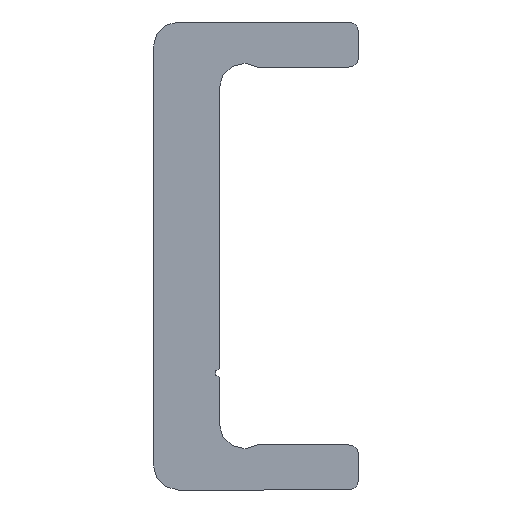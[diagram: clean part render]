
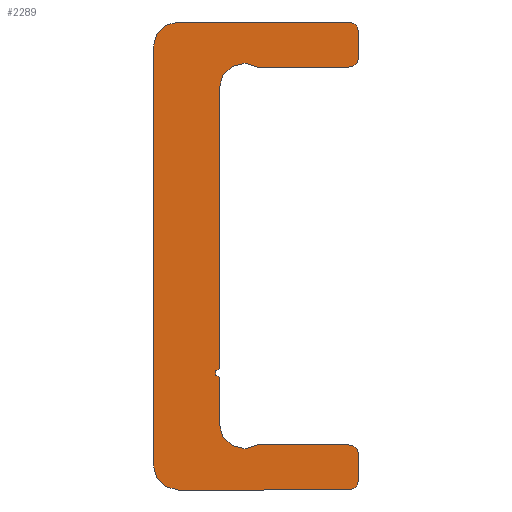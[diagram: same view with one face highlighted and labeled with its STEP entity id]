
A CAD part, left-side view. The second image highlights one B-rep face of the part: STEP entity #2289.
In plain terms, the highlighted planar face has unit normal (-1, 0, 0).
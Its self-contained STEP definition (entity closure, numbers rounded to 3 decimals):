
#1523=CARTESIAN_POINT('',(0.0,2.2,10.03));
#1524=VERTEX_POINT('',#1523);
#1531=CARTESIAN_POINT('',(0.0,2.2,-6.75));
#1532=VERTEX_POINT('',#1531);
#1533=CARTESIAN_POINT('',(0.0,2.2,10.03));
#1534=DIRECTION('',(0.0,0.0,-1.0));
#1535=VECTOR('',#1534,16.78);
#1536=LINE('',#1533,#1535);
#1537=EDGE_CURVE('',#1524,#1532,#1536,.T.);
#1652=CARTESIAN_POINT('',(0.0,-0.098,11.3));
#1653=VERTEX_POINT('',#1652);
#1660=CARTESIAN_POINT('',(0.0,0.7,10.03));
#1661=DIRECTION('',(-1.0,0.0,0.0));
#1662=DIRECTION('',(0.0,-1.0,0.0));
#1663=AXIS2_PLACEMENT_3D('',#1660,#1661,#1662);
#1664=CIRCLE('',#1663,1.5);
#1665=EDGE_CURVE('',#1653,#1524,#1664,.T.);
#1684=CARTESIAN_POINT('',(0.0,-5.55,11.3));
#1685=VERTEX_POINT('',#1684);
#1692=CARTESIAN_POINT('',(0.0,-5.55,11.3));
#1693=DIRECTION('',(0.0,1.0,0.0));
#1694=VECTOR('',#1693,5.452);
#1695=LINE('',#1692,#1694);
#1696=EDGE_CURVE('',#1685,#1653,#1695,.T.);
#1716=CARTESIAN_POINT('',(0.0,-6.15,11.9));
#1717=VERTEX_POINT('',#1716);
#1724=CARTESIAN_POINT('',(0.0,-5.55,11.9));
#1725=DIRECTION('',(1.0,0.0,0.0));
#1726=DIRECTION('',(0.0,-1.0,0.0));
#1727=AXIS2_PLACEMENT_3D('',#1724,#1725,#1726);
#1728=CIRCLE('',#1727,0.6);
#1729=EDGE_CURVE('',#1717,#1685,#1728,.T.);
#1748=CARTESIAN_POINT('',(0.0,-6.15,13.4));
#1749=VERTEX_POINT('',#1748);
#1756=CARTESIAN_POINT('',(0.0,-6.15,13.4));
#1757=DIRECTION('',(0.0,0.0,-1.0));
#1758=VECTOR('',#1757,1.5);
#1759=LINE('',#1756,#1758);
#1760=EDGE_CURVE('',#1749,#1717,#1759,.T.);
#1780=CARTESIAN_POINT('',(0.0,-5.55,14.));
#1781=VERTEX_POINT('',#1780);
#1788=CARTESIAN_POINT('',(0.0,-5.55,13.4));
#1789=DIRECTION('',(1.0,0.0,0.0));
#1790=DIRECTION('',(0.0,0.0,1.0));
#1791=AXIS2_PLACEMENT_3D('',#1788,#1789,#1790);
#1792=CIRCLE('',#1791,0.6);
#1793=EDGE_CURVE('',#1781,#1749,#1792,.T.);
#1812=CARTESIAN_POINT('',(0.0,4.65,14.));
#1813=VERTEX_POINT('',#1812);
#1820=CARTESIAN_POINT('',(0.0,4.65,14.));
#1821=DIRECTION('',(0.0,-1.0,0.0));
#1822=VECTOR('',#1821,10.2);
#1823=LINE('',#1820,#1822);
#1824=EDGE_CURVE('',#1813,#1781,#1823,.T.);
#1844=CARTESIAN_POINT('',(0.0,6.15,12.5));
#1845=VERTEX_POINT('',#1844);
#1852=CARTESIAN_POINT('',(0.0,4.65,12.5));
#1853=DIRECTION('',(1.0,0.0,0.0));
#1854=DIRECTION('',(0.0,1.0,0.0));
#1855=AXIS2_PLACEMENT_3D('',#1852,#1853,#1854);
#1856=CIRCLE('',#1855,1.5);
#1857=EDGE_CURVE('',#1845,#1813,#1856,.T.);
#1876=CARTESIAN_POINT('',(0.0,6.15,-12.5));
#1877=VERTEX_POINT('',#1876);
#1884=CARTESIAN_POINT('',(0.0,6.15,-12.5));
#1885=DIRECTION('',(0.0,0.0,1.0));
#1886=VECTOR('',#1885,25.);
#1887=LINE('',#1884,#1886);
#1888=EDGE_CURVE('',#1877,#1845,#1887,.T.);
#1998=CARTESIAN_POINT('',(0.0,4.65,-14.));
#1999=VERTEX_POINT('',#1998);
#2006=CARTESIAN_POINT('',(0.0,4.65,-12.5));
#2007=DIRECTION('',(1.0,0.0,0.0));
#2008=DIRECTION('',(0.0,0.0,-1.0));
#2009=AXIS2_PLACEMENT_3D('',#2006,#2007,#2008);
#2010=CIRCLE('',#2009,1.5);
#2011=EDGE_CURVE('',#1999,#1877,#2010,.T.);
#2030=CARTESIAN_POINT('',(0.0,-5.55,-14.));
#2031=VERTEX_POINT('',#2030);
#2038=CARTESIAN_POINT('',(0.0,-5.55,-14.));
#2039=DIRECTION('',(0.0,1.0,0.0));
#2040=VECTOR('',#2039,10.2);
#2041=LINE('',#2038,#2040);
#2042=EDGE_CURVE('',#2031,#1999,#2041,.T.);
#2062=CARTESIAN_POINT('',(0.0,-6.15,-13.4));
#2063=VERTEX_POINT('',#2062);
#2070=CARTESIAN_POINT('',(0.0,-5.55,-13.4));
#2071=DIRECTION('',(1.0,0.0,0.0));
#2072=DIRECTION('',(0.0,-1.0,0.0));
#2073=AXIS2_PLACEMENT_3D('',#2070,#2071,#2072);
#2074=CIRCLE('',#2073,0.6);
#2075=EDGE_CURVE('',#2063,#2031,#2074,.T.);
#2094=CARTESIAN_POINT('',(0.0,-6.15,-11.9));
#2095=VERTEX_POINT('',#2094);
#2102=CARTESIAN_POINT('',(0.0,-6.15,-11.9));
#2103=DIRECTION('',(0.0,0.0,-1.0));
#2104=VECTOR('',#2103,1.5);
#2105=LINE('',#2102,#2104);
#2106=EDGE_CURVE('',#2095,#2063,#2105,.T.);
#2126=CARTESIAN_POINT('',(0.0,-5.55,-11.3));
#2127=VERTEX_POINT('',#2126);
#2134=CARTESIAN_POINT('',(0.0,-5.55,-11.9));
#2135=DIRECTION('',(1.0,0.0,0.0));
#2136=DIRECTION('',(0.0,0.0,1.0));
#2137=AXIS2_PLACEMENT_3D('',#2134,#2135,#2136);
#2138=CIRCLE('',#2137,0.6);
#2139=EDGE_CURVE('',#2127,#2095,#2138,.T.);
#2158=CARTESIAN_POINT('',(0.0,-0.098,-11.3));
#2159=VERTEX_POINT('',#2158);
#2166=CARTESIAN_POINT('',(0.0,-0.098,-11.3));
#2167=DIRECTION('',(0.0,-1.0,0.0));
#2168=VECTOR('',#2167,5.452);
#2169=LINE('',#2166,#2168);
#2170=EDGE_CURVE('',#2159,#2127,#2169,.T.);
#2190=CARTESIAN_POINT('',(0.0,2.2,-10.03));
#2191=VERTEX_POINT('',#2190);
#2198=CARTESIAN_POINT('',(0.0,0.7,-10.03));
#2199=DIRECTION('',(-1.0,0.0,0.0));
#2200=DIRECTION('',(0.0,0.532,0.847));
#2201=AXIS2_PLACEMENT_3D('',#2198,#2199,#2200);
#2202=CIRCLE('',#2201,1.5);
#2203=EDGE_CURVE('',#2191,#2159,#2202,.T.);
#2222=CARTESIAN_POINT('',(0.0,2.2,-7.25));
#2223=VERTEX_POINT('',#2222);
#2230=CARTESIAN_POINT('',(0.0,2.2,-7.25));
#2231=DIRECTION('',(0.0,0.0,-1.0));
#2232=VECTOR('',#2231,2.78);
#2233=LINE('',#2230,#2232);
#2234=EDGE_CURVE('',#2223,#2191,#2233,.T.);
#2253=CARTESIAN_POINT('',(0.0,2.2,-7.));
#2254=DIRECTION('',(-1.0,0.0,0.0));
#2255=DIRECTION('',(0.0,0.0,1.0));
#2256=AXIS2_PLACEMENT_3D('',#2253,#2254,#2255);
#2257=CIRCLE('',#2256,0.25);
#2258=EDGE_CURVE('',#1532,#2223,#2257,.T.);
#2264=CARTESIAN_POINT('',(0.0,1.611,-0.021));
#2265=DIRECTION('',(1.0,0.0,0.0));
#2266=DIRECTION('',(0.0,0.0,-1.0));
#2267=AXIS2_PLACEMENT_3D('',#2264,#2265,#2266);
#2268=PLANE('',#2267);
#2269=ORIENTED_EDGE('',*,*,#2258,.F.);
#2270=ORIENTED_EDGE('',*,*,#1537,.F.);
#2271=ORIENTED_EDGE('',*,*,#1665,.F.);
#2272=ORIENTED_EDGE('',*,*,#1696,.F.);
#2273=ORIENTED_EDGE('',*,*,#1729,.F.);
#2274=ORIENTED_EDGE('',*,*,#1760,.F.);
#2275=ORIENTED_EDGE('',*,*,#1793,.F.);
#2276=ORIENTED_EDGE('',*,*,#1824,.F.);
#2277=ORIENTED_EDGE('',*,*,#1857,.F.);
#2278=ORIENTED_EDGE('',*,*,#1888,.F.);
#2279=ORIENTED_EDGE('',*,*,#2011,.F.);
#2280=ORIENTED_EDGE('',*,*,#2042,.F.);
#2281=ORIENTED_EDGE('',*,*,#2075,.F.);
#2282=ORIENTED_EDGE('',*,*,#2106,.F.);
#2283=ORIENTED_EDGE('',*,*,#2139,.F.);
#2284=ORIENTED_EDGE('',*,*,#2170,.F.);
#2285=ORIENTED_EDGE('',*,*,#2203,.F.);
#2286=ORIENTED_EDGE('',*,*,#2234,.F.);
#2287=EDGE_LOOP('',(#2269,#2270,#2271,#2272,#2273,#2274,#2275,#2276,#2277,#2278,#2279,#2280,#2281,#2282,#2283,#2284,#2285,#2286));
#2288=FACE_OUTER_BOUND('',#2287,.T.);
#2289=ADVANCED_FACE('',(#2288),#2268,.F.);
